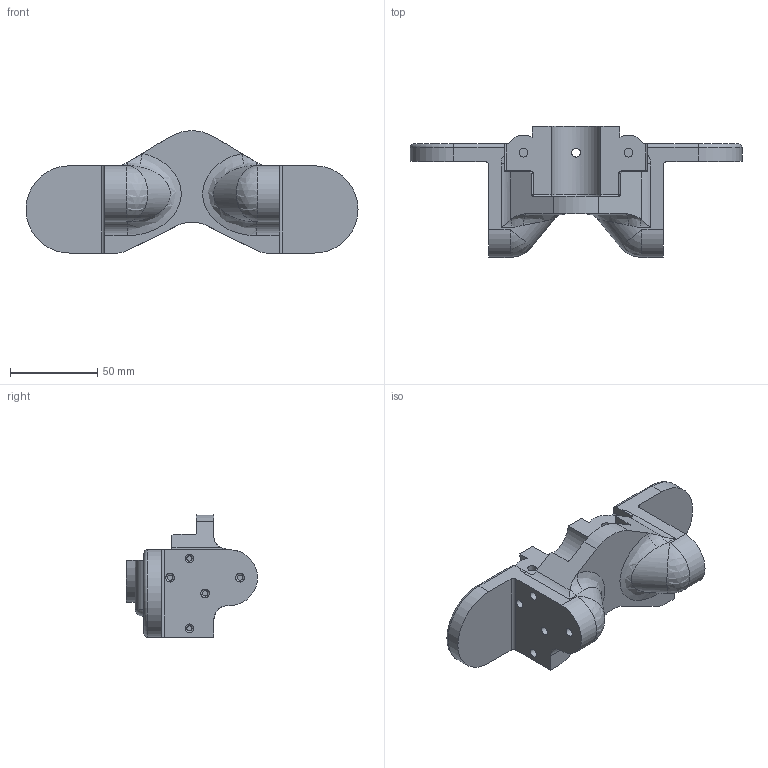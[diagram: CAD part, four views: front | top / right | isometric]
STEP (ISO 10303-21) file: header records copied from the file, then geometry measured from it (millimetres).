
FILE_DESCRIPTION(/* description */ (''),/* implementation_level */ '2;1');
FILE_NAME(/* name */ 'beefc171-f9c0-4090-bed5-71d39d7ab94c.stp',/* time_stamp */ '2019-04-16T02:14:52+00:00',/* author */ (''),/* organization */ (''),/* preprocessor_version */ 'ST-DEVELOPER v18',/* originating_system */ 'Autodesk Translation Framework v8.2.0.1029',/* authorisation */ '');
FILE_SCHEMA (('AUTOMOTIVE_DESIGN { 1 0 10303 214 3 1 1 }'));
Length unit declared in the file: millimetre
Products named in the file (1): Fork Crown 2
Bounding box: 190 x 75 x 69.92 mm (x, y, z)
Volume: 241934 mm3; surface area: 40973.6 mm2
Topology: 1 solids, 1 shells, 138 faces, 344 edges, 216 vertices
Faces by surface type: cylinder 54, plane 44, torus 20, bspline 14, sphere 6
Full cylindrical faces by diameter (mm): 5 x13, 20 x1
Entity records: 4995 total; most frequent: CARTESIAN_POINT 1682, DIRECTION 708, ORIENTED_EDGE 680, EDGE_CURVE 340, AXIS2_PLACEMENT_3D 285, VERTEX_POINT 216, EDGE_LOOP 152, CIRCLE 147
